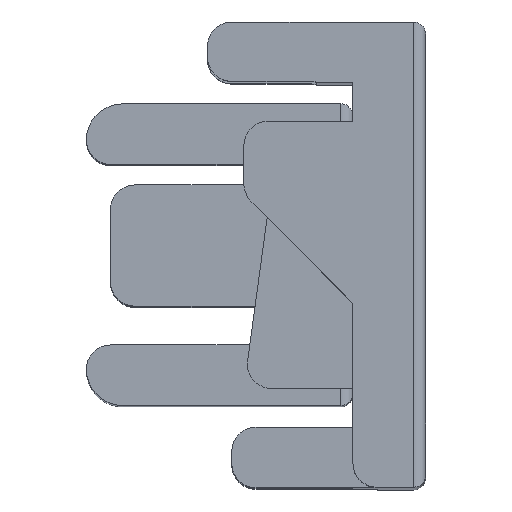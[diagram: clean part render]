
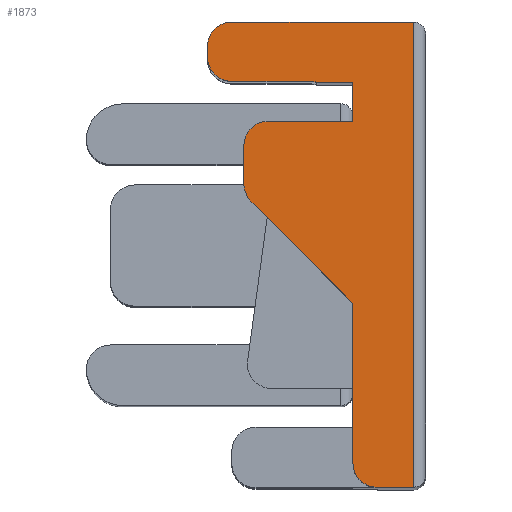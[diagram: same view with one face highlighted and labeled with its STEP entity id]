
A CAD part, top view. The second image highlights one B-rep face of the part: STEP entity #1873.
In plain terms, the highlighted planar face has unit normal (0, 0, 1).
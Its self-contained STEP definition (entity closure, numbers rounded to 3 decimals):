
#50=PLANE('',#2033);
#130=FACE_OUTER_BOUND('',#232,.T.);
#232=EDGE_LOOP('',(#1444,#1445,#1446,#1447,#1448,#1449,#1450,#1451,#1452,
#1453,#1454,#1455,#1456,#1457,#1458,#1459,#1460,#1461));
#326=CIRCLE('',#2034,1.);
#327=CIRCLE('',#2035,1.);
#328=CIRCLE('',#2036,0.5);
#329=CIRCLE('',#2037,0.5);
#330=CIRCLE('',#2038,1.);
#331=CIRCLE('',#2039,1.);
#332=CIRCLE('',#2040,1.);
#448=LINE('',#2930,#650);
#450=LINE('',#2934,#652);
#451=LINE('',#2938,#653);
#452=LINE('',#2942,#654);
#453=LINE('',#2948,#655);
#454=LINE('',#2950,#656);
#455=LINE('',#2952,#657);
#456=LINE('',#2956,#658);
#457=LINE('',#2960,#659);
#458=LINE('',#2962,#660);
#459=LINE('',#2965,#661);
#650=VECTOR('',#2365,10.);
#652=VECTOR('',#2369,10.);
#653=VECTOR('',#2372,10.);
#654=VECTOR('',#2375,10.);
#655=VECTOR('',#2380,10.);
#656=VECTOR('',#2381,10.);
#657=VECTOR('',#2382,10.);
#658=VECTOR('',#2385,10.);
#659=VECTOR('',#2388,10.);
#660=VECTOR('',#2389,10.);
#661=VECTOR('',#2392,10.);
#841=VERTEX_POINT('',#2914);
#845=VERTEX_POINT('',#2926);
#846=VERTEX_POINT('',#2933);
#847=VERTEX_POINT('',#2935);
#848=VERTEX_POINT('',#2937);
#849=VERTEX_POINT('',#2939);
#850=VERTEX_POINT('',#2941);
#851=VERTEX_POINT('',#2943);
#852=VERTEX_POINT('',#2945);
#853=VERTEX_POINT('',#2947);
#854=VERTEX_POINT('',#2949);
#855=VERTEX_POINT('',#2951);
#856=VERTEX_POINT('',#2953);
#857=VERTEX_POINT('',#2955);
#858=VERTEX_POINT('',#2957);
#859=VERTEX_POINT('',#2959);
#860=VERTEX_POINT('',#2961);
#861=VERTEX_POINT('',#2963);
#1064=EDGE_CURVE('',#841,#845,#448,.T.);
#1066=EDGE_CURVE('',#846,#841,#450,.T.);
#1067=EDGE_CURVE('',#847,#846,#326,.T.);
#1068=EDGE_CURVE('',#848,#847,#451,.T.);
#1069=EDGE_CURVE('',#849,#848,#327,.T.);
#1070=EDGE_CURVE('',#850,#849,#452,.T.);
#1071=EDGE_CURVE('',#851,#850,#328,.T.);
#1072=EDGE_CURVE('',#852,#851,#329,.T.);
#1073=EDGE_CURVE('',#853,#852,#453,.T.);
#1074=EDGE_CURVE('',#854,#853,#454,.T.);
#1075=EDGE_CURVE('',#854,#855,#455,.T.);
#1076=EDGE_CURVE('',#856,#855,#330,.T.);
#1077=EDGE_CURVE('',#856,#857,#456,.T.);
#1078=EDGE_CURVE('',#858,#857,#331,.T.);
#1079=EDGE_CURVE('',#858,#859,#457,.T.);
#1080=EDGE_CURVE('',#860,#859,#458,.T.);
#1081=EDGE_CURVE('',#861,#860,#332,.T.);
#1082=EDGE_CURVE('',#861,#845,#459,.T.);
#1444=ORIENTED_EDGE('',*,*,#1064,.F.);
#1445=ORIENTED_EDGE('',*,*,#1066,.F.);
#1446=ORIENTED_EDGE('',*,*,#1067,.F.);
#1447=ORIENTED_EDGE('',*,*,#1068,.F.);
#1448=ORIENTED_EDGE('',*,*,#1069,.F.);
#1449=ORIENTED_EDGE('',*,*,#1070,.F.);
#1450=ORIENTED_EDGE('',*,*,#1071,.F.);
#1451=ORIENTED_EDGE('',*,*,#1072,.F.);
#1452=ORIENTED_EDGE('',*,*,#1073,.F.);
#1453=ORIENTED_EDGE('',*,*,#1074,.F.);
#1454=ORIENTED_EDGE('',*,*,#1075,.T.);
#1455=ORIENTED_EDGE('',*,*,#1076,.F.);
#1456=ORIENTED_EDGE('',*,*,#1077,.T.);
#1457=ORIENTED_EDGE('',*,*,#1078,.F.);
#1458=ORIENTED_EDGE('',*,*,#1079,.T.);
#1459=ORIENTED_EDGE('',*,*,#1080,.F.);
#1460=ORIENTED_EDGE('',*,*,#1081,.F.);
#1461=ORIENTED_EDGE('',*,*,#1082,.T.);
#1873=ADVANCED_FACE('',(#130),#50,.T.);
#2033=AXIS2_PLACEMENT_3D('',#2932,#2367,#2368);
#2034=AXIS2_PLACEMENT_3D('',#2936,#2370,#2371);
#2035=AXIS2_PLACEMENT_3D('',#2940,#2373,#2374);
#2036=AXIS2_PLACEMENT_3D('',#2944,#2376,#2377);
#2037=AXIS2_PLACEMENT_3D('',#2946,#2378,#2379);
#2038=AXIS2_PLACEMENT_3D('',#2954,#2383,#2384);
#2039=AXIS2_PLACEMENT_3D('',#2958,#2386,#2387);
#2040=AXIS2_PLACEMENT_3D('',#2964,#2390,#2391);
#2365=DIRECTION('',(0.,-1.,0.));
#2367=DIRECTION('center_axis',(0.,0.,1.));
#2368=DIRECTION('ref_axis',(0.,-1.,0.));
#2369=DIRECTION('',(1.,0.,0.));
#2370=DIRECTION('center_axis',(0.,0.,-1.));
#2371=DIRECTION('ref_axis',(-0.707,0.707,0.));
#2372=DIRECTION('',(0.,1.,0.));
#2373=DIRECTION('center_axis',(0.,0.,-1.));
#2374=DIRECTION('ref_axis',(-0.707,-0.707,0.));
#2375=DIRECTION('',(-1.,0.,0.));
#2376=DIRECTION('center_axis',(0.,0.,1.));
#2377=DIRECTION('ref_axis',(0.436,0.9,0.));
#2378=DIRECTION('center_axis',(0.,0.,-1.));
#2379=DIRECTION('ref_axis',(-0.158,-0.987,0.));
#2380=DIRECTION('',(-1.,0.,0.));
#2381=DIRECTION('',(0.,1.,0.));
#2382=DIRECTION('',(-1.,0.,0.));
#2383=DIRECTION('center_axis',(0.,0.,-1.));
#2384=DIRECTION('ref_axis',(-0.707,0.707,0.));
#2385=DIRECTION('',(0.,-1.,0.));
#2386=DIRECTION('center_axis',(0.,0.,-1.));
#2387=DIRECTION('ref_axis',(-0.924,-0.383,0.));
#2388=DIRECTION('',(0.707,-0.707,0.));
#2389=DIRECTION('',(0.,1.,0.));
#2390=DIRECTION('center_axis',(0.,0.,-1.));
#2391=DIRECTION('ref_axis',(-0.707,-0.707,0.));
#2392=DIRECTION('',(1.,0.,0.));
#2914=CARTESIAN_POINT('',(5.5,11.7,115.5));
#2926=CARTESIAN_POINT('',(5.5,-7.5,115.5));
#2930=CARTESIAN_POINT('',(5.5,6.9,115.5));
#2932=CARTESIAN_POINT('Origin',(3.,11.7,115.5));
#2933=CARTESIAN_POINT('',(-2.,11.7,115.5));
#2934=CARTESIAN_POINT('',(3.,11.7,115.5));
#2935=CARTESIAN_POINT('',(-3.,10.7,115.5));
#2936=CARTESIAN_POINT('Origin',(-2.,10.7,115.5));
#2937=CARTESIAN_POINT('',(-3.,10.25,115.5));
#2938=CARTESIAN_POINT('',(-3.,9.25,115.5));
#2939=CARTESIAN_POINT('',(-2.,9.25,115.5));
#2940=CARTESIAN_POINT('Origin',(-2.,10.25,115.5));
#2941=CARTESIAN_POINT('',(1.282,9.25,115.5));
#2942=CARTESIAN_POINT('',(3.,9.25,115.5));
#2943=CARTESIAN_POINT('',(1.438,9.225,115.5));
#2944=CARTESIAN_POINT('Origin',(1.282,8.75,115.5));
#2945=CARTESIAN_POINT('',(1.594,9.2,115.5));
#2946=CARTESIAN_POINT('Origin',(1.594,9.7,115.5));
#2947=CARTESIAN_POINT('',(3.,9.2,115.5));
#2948=CARTESIAN_POINT('',(3.,9.2,115.5));
#2949=CARTESIAN_POINT('',(3.,7.6,115.5));
#2950=CARTESIAN_POINT('',(3.,-3.4,115.5));
#2951=CARTESIAN_POINT('',(-0.5,7.6,115.5));
#2952=CARTESIAN_POINT('',(3.,7.6,115.5));
#2953=CARTESIAN_POINT('',(-1.5,6.6,115.5));
#2954=CARTESIAN_POINT('Origin',(-0.5,6.6,115.5));
#2955=CARTESIAN_POINT('',(-1.5,5.014,115.5));
#2956=CARTESIAN_POINT('',(-1.5,7.6,115.5));
#2957=CARTESIAN_POINT('',(-1.207,4.307,115.5));
#2958=CARTESIAN_POINT('Origin',(-0.5,5.014,115.5));
#2959=CARTESIAN_POINT('',(3.,0.1,115.5));
#2960=CARTESIAN_POINT('',(-1.5,4.6,115.5));
#2961=CARTESIAN_POINT('',(3.,-6.5,115.5));
#2962=CARTESIAN_POINT('',(3.,-3.4,115.5));
#2963=CARTESIAN_POINT('',(4.,-7.5,115.5));
#2964=CARTESIAN_POINT('Origin',(4.,-6.5,115.5));
#2965=CARTESIAN_POINT('',(3.,-7.5,115.5));
